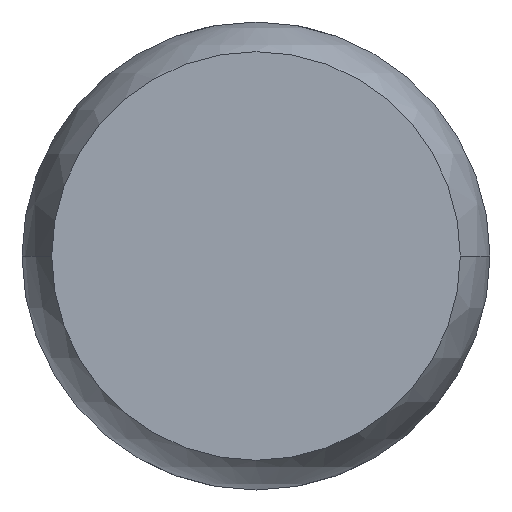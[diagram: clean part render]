
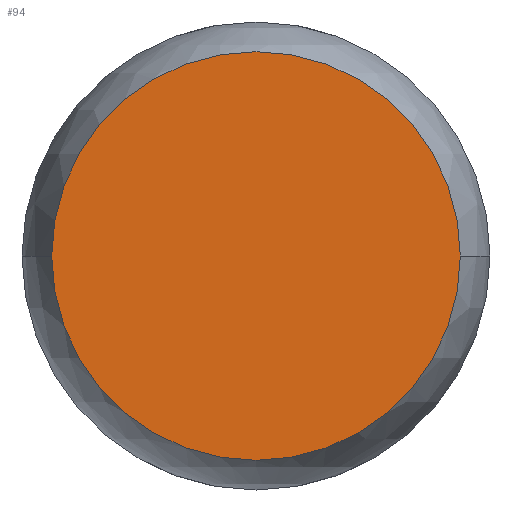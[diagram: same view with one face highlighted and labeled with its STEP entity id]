
A CAD part, front view. The second image highlights one B-rep face of the part: STEP entity #94.
In plain terms, the highlighted planar face has unit normal (0, -1, 0).
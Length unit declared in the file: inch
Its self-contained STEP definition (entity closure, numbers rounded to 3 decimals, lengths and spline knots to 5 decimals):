
#27 = AXIS2_PLACEMENT_3D ( 'NONE', #129, #126, #127 ) ;
#33 = AXIS2_PLACEMENT_3D ( 'NONE', #193, #194, #196 ) ;
#34 = CIRCLE ( 'NONE', #27, 0.02349 ) ;
#45 = AXIS2_PLACEMENT_3D ( 'NONE', #192, #253, #290 ) ;
#55 = CIRCLE ( 'NONE', #33, 0.02349 ) ;
#91 = EDGE_CURVE ( 'NONE', #289, #282, #55, .T. ) ;
#94 = ADVANCED_FACE ( 'NONE', ( #208 ), #256, .F. ) ;
#126 = DIRECTION ( 'NONE',  ( 0., 1., 0. ) ) ;
#127 = DIRECTION ( 'NONE',  ( 0., 0., 1. ) ) ;
#129 = CARTESIAN_POINT ( 'NONE',  ( 0., -0.72, 0. ) ) ;
#132 = CARTESIAN_POINT ( 'NONE',  ( 0.02349, -0.72, 0. ) ) ;
#162 = ORIENTED_EDGE ( 'NONE', *, *, #341, .F. ) ;
#173 = EDGE_LOOP ( 'NONE', ( #162, #318 ) ) ;
#192 = CARTESIAN_POINT ( 'NONE',  ( 0.02349, -0.72, 0. ) ) ;
#193 = CARTESIAN_POINT ( 'NONE',  ( 0., -0.72, 0. ) ) ;
#194 = DIRECTION ( 'NONE',  ( 0., 1., 0. ) ) ;
#196 = DIRECTION ( 'NONE',  ( 0., 0., 1. ) ) ;
#208 = FACE_OUTER_BOUND ( 'NONE', #173, .T. ) ;
#210 = CARTESIAN_POINT ( 'NONE',  ( -0.02349, -0.72, 0. ) ) ;
#253 = DIRECTION ( 'NONE',  ( 0., 1., 0. ) ) ;
#256 = PLANE ( 'NONE',  #45 ) ;
#282 = VERTEX_POINT ( 'NONE', #132 ) ;
#289 = VERTEX_POINT ( 'NONE', #210 ) ;
#290 = DIRECTION ( 'NONE',  ( 0., 0., 1. ) ) ;
#318 = ORIENTED_EDGE ( 'NONE', *, *, #91, .F. ) ;
#341 = EDGE_CURVE ( 'NONE', #282, #289, #34, .T. ) ;
